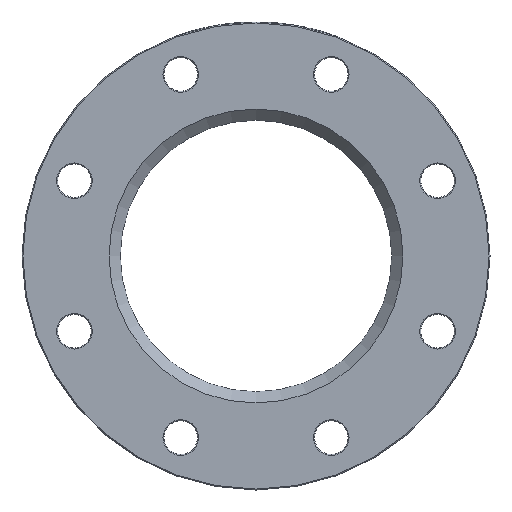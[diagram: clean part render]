
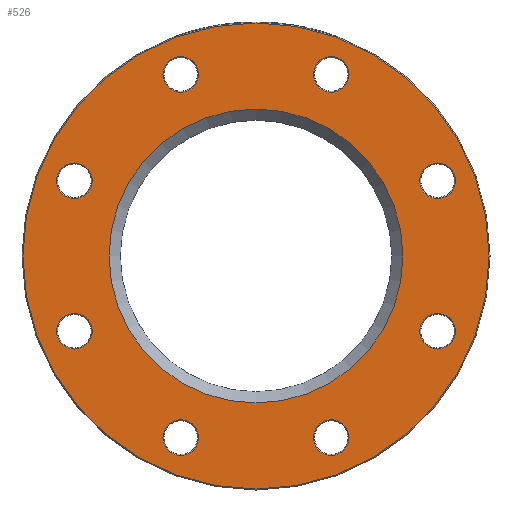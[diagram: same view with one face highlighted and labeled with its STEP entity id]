
A CAD part, left-side view. The second image highlights one B-rep face of the part: STEP entity #526.
In plain terms, the highlighted planar face has unit normal (-1, 0, 0).
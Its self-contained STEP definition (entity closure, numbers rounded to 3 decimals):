
#103 = ORIENTED_EDGE ( 'NONE', *, *, #1246, .T. ) ;
#141 = DIRECTION ( 'NONE',  ( 0., 0., -1. ) ) ;
#216 = CARTESIAN_POINT ( 'NONE',  ( 0., 72.5, 0. ) ) ;
#224 = CIRCLE ( 'NONE', #3906, 9.5 ) ;
#229 = EDGE_CURVE ( 'NONE', #2827, #2827, #4844, .T. ) ;
#243 = FACE_BOUND ( 'NONE', #1821, .T. ) ;
#250 = CARTESIAN_POINT ( 'NONE',  ( 0., 0., -78.5 ) ) ;
#254 = EDGE_LOOP ( 'NONE', ( #103 ) ) ;
#272 = VERTEX_POINT ( 'NONE', #1471 ) ;
#280 = CIRCLE ( 'NONE', #3577, 124.5 ) ;
#314 = ORIENTED_EDGE ( 'NONE', *, *, #2837, .T. ) ;
#326 = DIRECTION ( 'NONE',  ( 0., 0., -1. ) ) ;
#372 = AXIS2_PLACEMENT_3D ( 'NONE', #1886, #4523, #3064 ) ;
#485 = CARTESIAN_POINT ( 'NONE',  ( 0., -40.182, 97.007 ) ) ;
#526 = ADVANCED_FACE ( 'NONE', ( #4332, #640, #1787, #590, #243, #948, #2535, #1346, #2076, #1418 ), #3579, .F. ) ;
#583 = CIRCLE ( 'NONE', #1203, 9.5 ) ;
#590 = FACE_BOUND ( 'NONE', #254, .T. ) ;
#592 = DIRECTION ( 'NONE',  ( 1., 0., 0. ) ) ;
#640 = FACE_OUTER_BOUND ( 'NONE', #1606, .T. ) ;
#701 = CARTESIAN_POINT ( 'NONE',  ( 0., 40.182, 97.007 ) ) ;
#718 = VERTEX_POINT ( 'NONE', #739 ) ;
#739 = CARTESIAN_POINT ( 'NONE',  ( 0., -97.007, -49.682 ) ) ;
#754 = AXIS2_PLACEMENT_3D ( 'NONE', #2591, #3040, #1562 ) ;
#793 = DIRECTION ( 'NONE',  ( 0., 0., -1. ) ) ;
#895 = DIRECTION ( 'NONE',  ( 0., 0., -1. ) ) ;
#941 = EDGE_CURVE ( 'NONE', #718, #718, #2064, .T. ) ;
#948 = FACE_BOUND ( 'NONE', #2806, .T. ) ;
#1000 = CIRCLE ( 'NONE', #2108, 9.5 ) ;
#1048 = ORIENTED_EDGE ( 'NONE', *, *, #4744, .T. ) ;
#1052 = VERTEX_POINT ( 'NONE', #4853 ) ;
#1088 = EDGE_LOOP ( 'NONE', ( #314 ) ) ;
#1132 = CARTESIAN_POINT ( 'NONE',  ( 0., -97.007, -40.182 ) ) ;
#1145 = EDGE_LOOP ( 'NONE', ( #2348 ) ) ;
#1203 = AXIS2_PLACEMENT_3D ( 'NONE', #485, #4667, #895 ) ;
#1229 = CIRCLE ( 'NONE', #372, 78.5 ) ;
#1246 = EDGE_CURVE ( 'NONE', #4413, #4413, #583, .T. ) ;
#1281 = AXIS2_PLACEMENT_3D ( 'NONE', #1132, #4490, #3858 ) ;
#1346 = FACE_BOUND ( 'NONE', #3835, .T. ) ;
#1404 = CARTESIAN_POINT ( 'NONE',  ( 0., 97.007, -49.682 ) ) ;
#1418 = FACE_BOUND ( 'NONE', #3012, .T. ) ;
#1471 = CARTESIAN_POINT ( 'NONE',  ( 0., 0., -124.5 ) ) ;
#1478 = CIRCLE ( 'NONE', #4081, 9.5 ) ;
#1501 = CARTESIAN_POINT ( 'NONE',  ( 0., 40.182, -97.007 ) ) ;
#1562 = DIRECTION ( 'NONE',  ( 0., 0., -1. ) ) ;
#1606 = EDGE_LOOP ( 'NONE', ( #3996 ) ) ;
#1747 = VERTEX_POINT ( 'NONE', #2137 ) ;
#1787 = FACE_BOUND ( 'NONE', #4046, .T. ) ;
#1821 = EDGE_LOOP ( 'NONE', ( #4431 ) ) ;
#1886 = CARTESIAN_POINT ( 'NONE',  ( 0., 0., 0. ) ) ;
#1893 = CARTESIAN_POINT ( 'NONE',  ( 0., -97.007, 40.182 ) ) ;
#2023 = EDGE_LOOP ( 'NONE', ( #3311 ) ) ;
#2064 = CIRCLE ( 'NONE', #1281, 9.5 ) ;
#2076 = FACE_BOUND ( 'NONE', #1145, .T. ) ;
#2108 = AXIS2_PLACEMENT_3D ( 'NONE', #701, #2189, #326 ) ;
#2117 = EDGE_CURVE ( 'NONE', #2596, #2596, #1478, .T. ) ;
#2137 = CARTESIAN_POINT ( 'NONE',  ( 0., 40.182, 87.507 ) ) ;
#2171 = AXIS2_PLACEMENT_3D ( 'NONE', #1893, #3416, #2697 ) ;
#2189 = DIRECTION ( 'NONE',  ( 1., 0., 0. ) ) ;
#2207 = CARTESIAN_POINT ( 'NONE',  ( 0., -40.182, 87.507 ) ) ;
#2222 = CARTESIAN_POINT ( 'NONE',  ( 0., 0., 0. ) ) ;
#2348 = ORIENTED_EDGE ( 'NONE', *, *, #2117, .T. ) ;
#2374 = EDGE_CURVE ( 'NONE', #272, #272, #280, .T. ) ;
#2492 = DIRECTION ( 'NONE',  ( 0., 0., -1. ) ) ;
#2535 = FACE_BOUND ( 'NONE', #2023, .T. ) ;
#2542 = CARTESIAN_POINT ( 'NONE',  ( 0., 40.182, -106.507 ) ) ;
#2591 = CARTESIAN_POINT ( 'NONE',  ( 0., -40.182, -97.007 ) ) ;
#2596 = VERTEX_POINT ( 'NONE', #1404 ) ;
#2685 = ORIENTED_EDGE ( 'NONE', *, *, #941, .T. ) ;
#2697 = DIRECTION ( 'NONE',  ( 0., 0., -1. ) ) ;
#2806 = EDGE_LOOP ( 'NONE', ( #2685 ) ) ;
#2827 = VERTEX_POINT ( 'NONE', #4342 ) ;
#2837 = EDGE_CURVE ( 'NONE', #4391, #4391, #1229, .T. ) ;
#2843 = DIRECTION ( 'NONE',  ( 1., 0., 0. ) ) ;
#2921 = VERTEX_POINT ( 'NONE', #2542 ) ;
#2945 = CARTESIAN_POINT ( 'NONE',  ( 0., 97.007, 30.682 ) ) ;
#3012 = EDGE_LOOP ( 'NONE', ( #3932 ) ) ;
#3040 = DIRECTION ( 'NONE',  ( 1., 0., 0. ) ) ;
#3064 = DIRECTION ( 'NONE',  ( 0., 0., -1. ) ) ;
#3071 = EDGE_CURVE ( 'NONE', #3317, #3317, #3702, .T. ) ;
#3160 = AXIS2_PLACEMENT_3D ( 'NONE', #3784, #4146, #4535 ) ;
#3311 = ORIENTED_EDGE ( 'NONE', *, *, #229, .T. ) ;
#3317 = VERTEX_POINT ( 'NONE', #2945 ) ;
#3344 = ORIENTED_EDGE ( 'NONE', *, *, #4649, .T. ) ;
#3347 = EDGE_CURVE ( 'NONE', #1052, #1052, #4615, .T. ) ;
#3416 = DIRECTION ( 'NONE',  ( 1., 0., 0. ) ) ;
#3554 = CARTESIAN_POINT ( 'NONE',  ( 0., 97.007, -40.182 ) ) ;
#3577 = AXIS2_PLACEMENT_3D ( 'NONE', #2222, #4199, #4152 ) ;
#3579 = PLANE ( 'NONE',  #4053 ) ;
#3702 = CIRCLE ( 'NONE', #3160, 9.5 ) ;
#3784 = CARTESIAN_POINT ( 'NONE',  ( 0., 97.007, 40.182 ) ) ;
#3835 = EDGE_LOOP ( 'NONE', ( #1048 ) ) ;
#3858 = DIRECTION ( 'NONE',  ( 0., 0., -1. ) ) ;
#3906 = AXIS2_PLACEMENT_3D ( 'NONE', #1501, #4143, #793 ) ;
#3932 = ORIENTED_EDGE ( 'NONE', *, *, #3071, .T. ) ;
#3996 = ORIENTED_EDGE ( 'NONE', *, *, #2374, .T. ) ;
#4046 = EDGE_LOOP ( 'NONE', ( #3344 ) ) ;
#4053 = AXIS2_PLACEMENT_3D ( 'NONE', #216, #2843, #2492 ) ;
#4081 = AXIS2_PLACEMENT_3D ( 'NONE', #3554, #592, #141 ) ;
#4143 = DIRECTION ( 'NONE',  ( 1., 0., 0. ) ) ;
#4146 = DIRECTION ( 'NONE',  ( 1., 0., 0. ) ) ;
#4152 = DIRECTION ( 'NONE',  ( 0., 0., -1. ) ) ;
#4199 = DIRECTION ( 'NONE',  ( -1., 0., 0. ) ) ;
#4332 = FACE_BOUND ( 'NONE', #1088, .T. ) ;
#4342 = CARTESIAN_POINT ( 'NONE',  ( 0., -40.182, -106.507 ) ) ;
#4391 = VERTEX_POINT ( 'NONE', #250 ) ;
#4413 = VERTEX_POINT ( 'NONE', #2207 ) ;
#4431 = ORIENTED_EDGE ( 'NONE', *, *, #3347, .T. ) ;
#4490 = DIRECTION ( 'NONE',  ( 1., 0., 0. ) ) ;
#4523 = DIRECTION ( 'NONE',  ( 1., 0., 0. ) ) ;
#4535 = DIRECTION ( 'NONE',  ( 0., 0., -1. ) ) ;
#4615 = CIRCLE ( 'NONE', #2171, 9.5 ) ;
#4649 = EDGE_CURVE ( 'NONE', #1747, #1747, #1000, .T. ) ;
#4667 = DIRECTION ( 'NONE',  ( 1., 0., 0. ) ) ;
#4744 = EDGE_CURVE ( 'NONE', #2921, #2921, #224, .T. ) ;
#4844 = CIRCLE ( 'NONE', #754, 9.5 ) ;
#4853 = CARTESIAN_POINT ( 'NONE',  ( 0., -97.007, 30.682 ) ) ;
